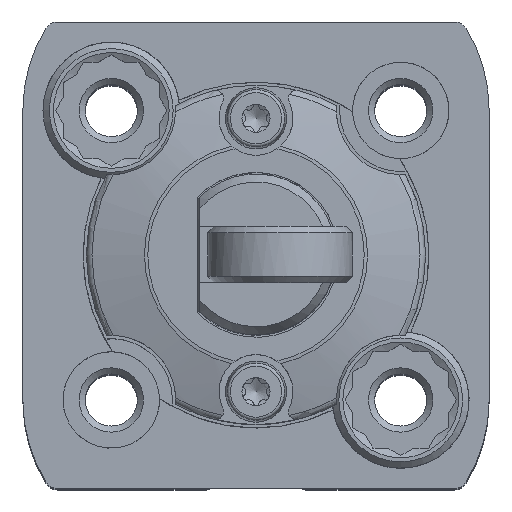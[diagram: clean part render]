
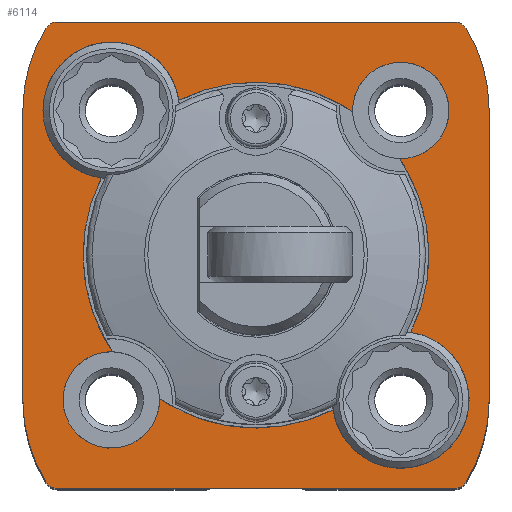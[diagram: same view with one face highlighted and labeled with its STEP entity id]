
A CAD part, top view. The second image highlights one B-rep face of the part: STEP entity #6114.
In plain terms, the highlighted planar face has unit normal (0, 0, 1).
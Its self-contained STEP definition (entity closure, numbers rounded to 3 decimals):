
#70=PLANE('',#6564);
#274=LINE('',#9300,#721);
#275=LINE('',#9306,#722);
#276=LINE('',#9312,#723);
#277=LINE('',#9318,#724);
#721=VECTOR('',#7262,1000.);
#722=VECTOR('',#7267,1000.);
#723=VECTOR('',#7272,1000.);
#724=VECTOR('',#7277,1000.);
#1515=ORIENTED_EDGE('',*,*,#3307,.T.);
#1516=ORIENTED_EDGE('',*,*,#3308,.T.);
#1517=ORIENTED_EDGE('',*,*,#3309,.T.);
#1518=ORIENTED_EDGE('',*,*,#3310,.T.);
#1519=ORIENTED_EDGE('',*,*,#3311,.T.);
#1520=ORIENTED_EDGE('',*,*,#3312,.T.);
#1521=ORIENTED_EDGE('',*,*,#3313,.T.);
#1522=ORIENTED_EDGE('',*,*,#3314,.T.);
#1523=ORIENTED_EDGE('',*,*,#3315,.T.);
#1524=ORIENTED_EDGE('',*,*,#3316,.T.);
#1525=ORIENTED_EDGE('',*,*,#3317,.T.);
#1526=ORIENTED_EDGE('',*,*,#3318,.T.);
#1527=ORIENTED_EDGE('',*,*,#3302,.T.);
#1528=ORIENTED_EDGE('',*,*,#3319,.T.);
#1529=ORIENTED_EDGE('',*,*,#3300,.T.);
#1530=ORIENTED_EDGE('',*,*,#3320,.T.);
#1531=ORIENTED_EDGE('',*,*,#3321,.T.);
#1532=ORIENTED_EDGE('',*,*,#3322,.T.);
#1533=ORIENTED_EDGE('',*,*,#3323,.T.);
#1534=ORIENTED_EDGE('',*,*,#3324,.T.);
#3300=EDGE_CURVE('',#4192,#4196,#4779,.T.);
#3302=EDGE_CURVE('',#4199,#4197,#4780,.T.);
#3307=EDGE_CURVE('',#4203,#4204,#4783,.T.);
#3308=EDGE_CURVE('',#4204,#4205,#274,.T.);
#3309=EDGE_CURVE('',#4205,#4206,#4784,.T.);
#3310=EDGE_CURVE('',#4206,#4207,#4785,.T.);
#3311=EDGE_CURVE('',#4207,#4208,#275,.T.);
#3312=EDGE_CURVE('',#4208,#4209,#4786,.T.);
#3313=EDGE_CURVE('',#4209,#4210,#4787,.T.);
#3314=EDGE_CURVE('',#4210,#4211,#276,.T.);
#3315=EDGE_CURVE('',#4211,#4212,#4788,.T.);
#3316=EDGE_CURVE('',#4212,#4213,#4789,.T.);
#3317=EDGE_CURVE('',#4213,#4214,#277,.T.);
#3318=EDGE_CURVE('',#4214,#4203,#4790,.T.);
#3319=EDGE_CURVE('',#4197,#4192,#4791,.F.);
#3320=EDGE_CURVE('',#4196,#4215,#4792,.F.);
#3321=EDGE_CURVE('',#4215,#4216,#4793,.T.);
#3322=EDGE_CURVE('',#4216,#4217,#4794,.F.);
#3323=EDGE_CURVE('',#4217,#4218,#4795,.T.);
#3324=EDGE_CURVE('',#4218,#4199,#4796,.F.);
#4192=VERTEX_POINT('',#9273);
#4196=VERTEX_POINT('',#9281);
#4197=VERTEX_POINT('',#9285);
#4199=VERTEX_POINT('',#9288);
#4203=VERTEX_POINT('',#9298);
#4204=VERTEX_POINT('',#9299);
#4205=VERTEX_POINT('',#9301);
#4206=VERTEX_POINT('',#9303);
#4207=VERTEX_POINT('',#9305);
#4208=VERTEX_POINT('',#9307);
#4209=VERTEX_POINT('',#9309);
#4210=VERTEX_POINT('',#9311);
#4211=VERTEX_POINT('',#9313);
#4212=VERTEX_POINT('',#9315);
#4213=VERTEX_POINT('',#9317);
#4214=VERTEX_POINT('',#9319);
#4215=VERTEX_POINT('',#9323);
#4216=VERTEX_POINT('',#9325);
#4217=VERTEX_POINT('',#9327);
#4218=VERTEX_POINT('',#9329);
#4779=CIRCLE('',#6559,10.75);
#4780=CIRCLE('',#6561,10.75);
#4783=CIRCLE('',#6565,9.8);
#4784=CIRCLE('',#6566,9.8);
#4785=CIRCLE('',#6567,0.85);
#4786=CIRCLE('',#6568,0.85);
#4787=CIRCLE('',#6569,9.8);
#4788=CIRCLE('',#6570,9.8);
#4789=CIRCLE('',#6571,0.85);
#4790=CIRCLE('',#6572,0.85);
#4791=CIRCLE('',#6573,4.25);
#4792=CIRCLE('',#6574,3.);
#4793=CIRCLE('',#6575,10.75);
#4794=CIRCLE('',#6576,4.25);
#4795=CIRCLE('',#6577,10.75);
#4796=CIRCLE('',#6578,3.);
#5067=EDGE_LOOP('',(#1515,#1516,#1517,#1518,#1519,#1520,#1521,#1522,#1523,
#1524,#1525,#1526));
#5068=EDGE_LOOP('',(#1527,#1528,#1529,#1530,#1531,#1532,#1533,#1534));
#5568=FACE_BOUND('',#5067,.T.);
#5569=FACE_BOUND('',#5068,.T.);
#6114=ADVANCED_FACE('',(#5568,#5569),#70,.T.);
#6559=AXIS2_PLACEMENT_3D('',#9282,#7245,#7246);
#6561=AXIS2_PLACEMENT_3D('',#9287,#7250,#7251);
#6564=AXIS2_PLACEMENT_3D('',#9296,#7258,#7259);
#6565=AXIS2_PLACEMENT_3D('',#9297,#7260,#7261);
#6566=AXIS2_PLACEMENT_3D('',#9302,#7263,#7264);
#6567=AXIS2_PLACEMENT_3D('',#9304,#7265,#7266);
#6568=AXIS2_PLACEMENT_3D('',#9308,#7268,#7269);
#6569=AXIS2_PLACEMENT_3D('',#9310,#7270,#7271);
#6570=AXIS2_PLACEMENT_3D('',#9314,#7273,#7274);
#6571=AXIS2_PLACEMENT_3D('',#9316,#7275,#7276);
#6572=AXIS2_PLACEMENT_3D('',#9320,#7278,#7279);
#6573=AXIS2_PLACEMENT_3D('',#9321,#7280,#7281);
#6574=AXIS2_PLACEMENT_3D('',#9322,#7282,#7283);
#6575=AXIS2_PLACEMENT_3D('',#9324,#7284,#7285);
#6576=AXIS2_PLACEMENT_3D('',#9326,#7286,#7287);
#6577=AXIS2_PLACEMENT_3D('',#9328,#7288,#7289);
#6578=AXIS2_PLACEMENT_3D('',#9330,#7290,#7291);
#7245=DIRECTION('',(0.,0.,-1.));
#7246=DIRECTION('',(-1.,0.,0.));
#7250=DIRECTION('',(0.,0.,-1.));
#7251=DIRECTION('',(-1.,0.,0.));
#7258=DIRECTION('',(0.,0.,1.));
#7259=DIRECTION('',(1.,0.,0.));
#7260=DIRECTION('',(0.,0.,1.));
#7261=DIRECTION('',(1.,0.,0.));
#7262=DIRECTION('',(0.,-1.,0.));
#7263=DIRECTION('',(0.,0.,1.));
#7264=DIRECTION('',(1.,0.,0.));
#7265=DIRECTION('',(0.,0.,1.));
#7266=DIRECTION('',(1.,0.,0.));
#7267=DIRECTION('',(1.,0.,0.));
#7268=DIRECTION('',(0.,0.,1.));
#7269=DIRECTION('',(1.,0.,0.));
#7270=DIRECTION('',(0.,0.,1.));
#7271=DIRECTION('',(1.,0.,0.));
#7272=DIRECTION('',(0.,1.,0.));
#7273=DIRECTION('',(0.,0.,1.));
#7274=DIRECTION('',(1.,0.,0.));
#7275=DIRECTION('',(0.,0.,1.));
#7276=DIRECTION('',(1.,0.,0.));
#7277=DIRECTION('',(-1.,0.,0.));
#7278=DIRECTION('',(0.,0.,1.));
#7279=DIRECTION('',(1.,0.,0.));
#7280=DIRECTION('',(0.,0.,1.));
#7281=DIRECTION('',(1.,0.,0.));
#7282=DIRECTION('',(0.,0.,1.));
#7283=DIRECTION('',(1.,0.,0.));
#7284=DIRECTION('',(0.,0.,-1.));
#7285=DIRECTION('',(-1.,0.,0.));
#7286=DIRECTION('',(0.,0.,1.));
#7287=DIRECTION('',(1.,0.,0.));
#7288=DIRECTION('',(0.,0.,-1.));
#7289=DIRECTION('',(-1.,0.,0.));
#7290=DIRECTION('',(0.,0.,1.));
#7291=DIRECTION('',(1.,0.,0.));
#9273=CARTESIAN_POINT('',(4.796,-9.621,0.));
#9281=CARTESIAN_POINT('',(-6.001,-8.919,0.));
#9282=CARTESIAN_POINT('',(0.,0.,0.));
#9285=CARTESIAN_POINT('',(9.621,-4.796,0.));
#9287=CARTESIAN_POINT('',(0.,0.,0.));
#9288=CARTESIAN_POINT('',(8.919,6.001,0.));
#9296=CARTESIAN_POINT('',(-4.7,9.,0.));
#9297=CARTESIAN_POINT('',(-4.7,9.,0.));
#9298=CARTESIAN_POINT('',(-13.073,14.092,0.));
#9299=CARTESIAN_POINT('',(-14.5,9.,0.));
#9300=CARTESIAN_POINT('',(-14.5,9.,0.));
#9301=CARTESIAN_POINT('',(-14.5,-9.,0.));
#9302=CARTESIAN_POINT('',(-4.7,-9.,0.));
#9303=CARTESIAN_POINT('',(-13.073,-14.092,0.));
#9304=CARTESIAN_POINT('',(-12.347,-13.65,0.));
#9305=CARTESIAN_POINT('',(-12.347,-14.5,0.));
#9306=CARTESIAN_POINT('',(-12.347,-14.5,0.));
#9307=CARTESIAN_POINT('',(12.347,-14.5,0.));
#9308=CARTESIAN_POINT('',(12.347,-13.65,0.));
#9309=CARTESIAN_POINT('',(13.073,-14.092,0.));
#9310=CARTESIAN_POINT('',(4.7,-9.,0.));
#9311=CARTESIAN_POINT('',(14.5,-9.,0.));
#9312=CARTESIAN_POINT('',(14.5,-9.,0.));
#9313=CARTESIAN_POINT('',(14.5,9.,0.));
#9314=CARTESIAN_POINT('',(4.7,9.,0.));
#9315=CARTESIAN_POINT('',(13.073,14.092,0.));
#9316=CARTESIAN_POINT('',(12.347,13.65,0.));
#9317=CARTESIAN_POINT('',(12.347,14.5,0.));
#9318=CARTESIAN_POINT('',(12.347,14.5,0.));
#9319=CARTESIAN_POINT('',(-12.347,14.5,0.));
#9320=CARTESIAN_POINT('',(-12.347,13.65,0.));
#9321=CARTESIAN_POINT('',(9.,-9.,0.));
#9322=CARTESIAN_POINT('',(-9.,-9.,0.));
#9323=CARTESIAN_POINT('',(-8.919,-6.001,0.));
#9324=CARTESIAN_POINT('',(0.,0.,0.));
#9325=CARTESIAN_POINT('',(-9.621,4.796,0.));
#9326=CARTESIAN_POINT('',(-9.,9.,0.));
#9327=CARTESIAN_POINT('',(-4.796,9.621,0.));
#9328=CARTESIAN_POINT('',(0.,0.,0.));
#9329=CARTESIAN_POINT('',(6.001,8.919,0.));
#9330=CARTESIAN_POINT('',(9.,9.,0.));
